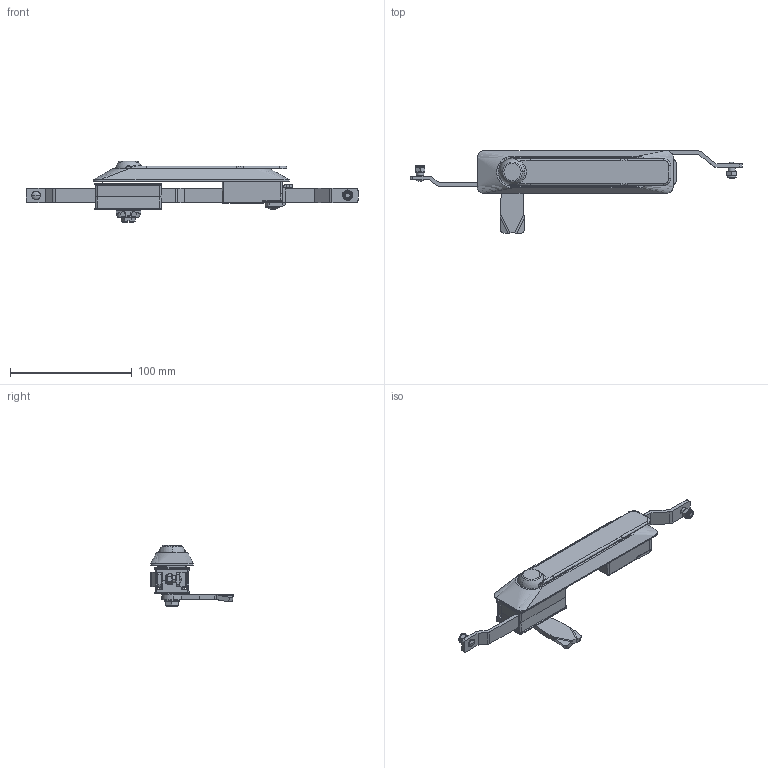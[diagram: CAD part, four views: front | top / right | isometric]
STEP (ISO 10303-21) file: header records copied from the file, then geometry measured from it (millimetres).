
FILE_DESCRIPTION (( 'STEP AP203' ), '1' );
FILE_NAME ('KI28.00.60.P.V.STEP', '2022-08-25T11:02:57', ( '' ), ( '' ), 'SwSTEP 2.0', 'SolidWorks 2021', '' );
FILE_SCHEMA (( 'CONFIG_CONTROL_DESIGN' ));
Length unit declared in the file: millimetre
Products named in the file (1): KI28.00.60.P.V
Bounding box: 272.43 x 67.74 x 50.17 mm (x, y, z)
Surface area: 44170.4 mm2 (no closed solid volume)
Topology: 0 solids, 24 shells, 512 faces, 1943 edges, 1435 vertices
Faces by surface type: plane 230, cylinder 136, bspline 64, torus 49, cone 29, sphere 4
Entity records: 27323 total; most frequent: CARTESIAN_POINT 12864, ORIENTED_EDGE 3089, DIRECTION 2418, EDGE_CURVE 1934, VERTEX_POINT 1433, AXIS2_PLACEMENT_3D 850, LINE 718, VECTOR 718
